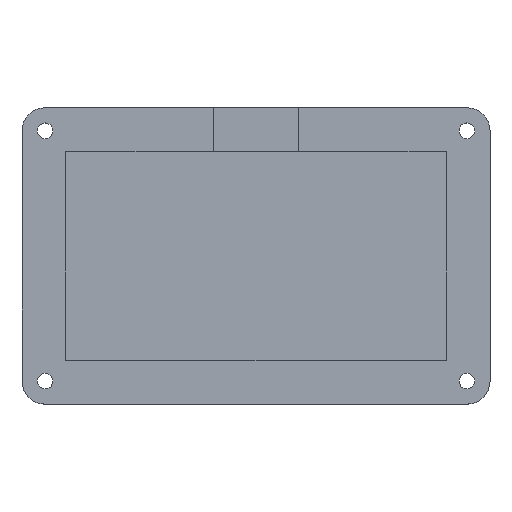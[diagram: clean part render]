
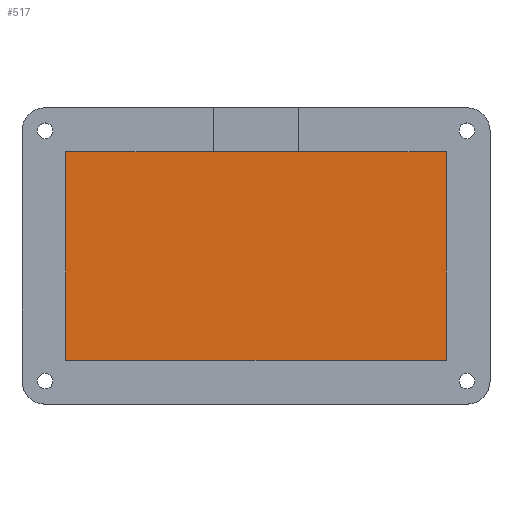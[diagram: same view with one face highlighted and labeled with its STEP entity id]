
A CAD part, top view. The second image highlights one B-rep face of the part: STEP entity #517.
In plain terms, the highlighted planar face has unit normal (0, 0, 1).
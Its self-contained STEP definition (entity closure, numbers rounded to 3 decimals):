
#67=FACE_OUTER_BOUND('',#97,.T.);
#97=EDGE_LOOP('',(#355,#356,#357,#358));
#139=LINE('',#784,#187);
#140=LINE('',#786,#188);
#141=LINE('',#788,#189);
#142=LINE('',#789,#190);
#187=VECTOR('',#623,10.);
#188=VECTOR('',#624,10.);
#189=VECTOR('',#625,10.);
#190=VECTOR('',#626,10.);
#235=VERTEX_POINT('',#782);
#236=VERTEX_POINT('',#783);
#237=VERTEX_POINT('',#785);
#238=VERTEX_POINT('',#787);
#283=EDGE_CURVE('',#235,#236,#139,.T.);
#284=EDGE_CURVE('',#237,#235,#140,.T.);
#285=EDGE_CURVE('',#238,#237,#141,.T.);
#286=EDGE_CURVE('',#236,#238,#142,.T.);
#355=ORIENTED_EDGE('',*,*,#283,.F.);
#356=ORIENTED_EDGE('',*,*,#284,.F.);
#357=ORIENTED_EDGE('',*,*,#285,.F.);
#358=ORIENTED_EDGE('',*,*,#286,.F.);
#499=PLANE('',#562);
#517=ADVANCED_FACE('',(#67),#499,.T.);
#562=AXIS2_PLACEMENT_3D('',#781,#621,#622);
#621=DIRECTION('center_axis',(0.,0.,1.));
#622=DIRECTION('ref_axis',(1.,0.,0.));
#623=DIRECTION('',(-1.,0.,0.));
#624=DIRECTION('',(0.,-1.,0.));
#625=DIRECTION('',(1.,0.,0.));
#626=DIRECTION('',(0.,1.,0.));
#781=CARTESIAN_POINT('Origin',(26.2,-12.61,3.));
#782=CARTESIAN_POINT('',(67.4,-35.22,3.));
#783=CARTESIAN_POINT('',(-15.,-35.22,3.));
#784=CARTESIAN_POINT('',(46.8,-35.22,3.));
#785=CARTESIAN_POINT('',(67.4,10.,3.));
#786=CARTESIAN_POINT('',(67.4,-1.305,3.));
#787=CARTESIAN_POINT('',(-15.,10.,3.));
#788=CARTESIAN_POINT('',(5.6,10.,3.));
#789=CARTESIAN_POINT('',(-15.,-23.915,3.));
